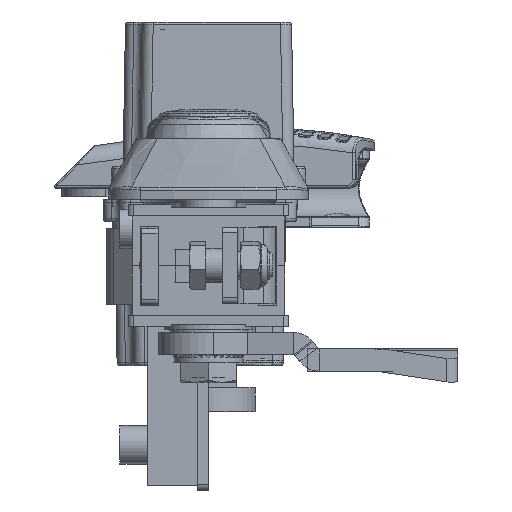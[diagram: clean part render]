
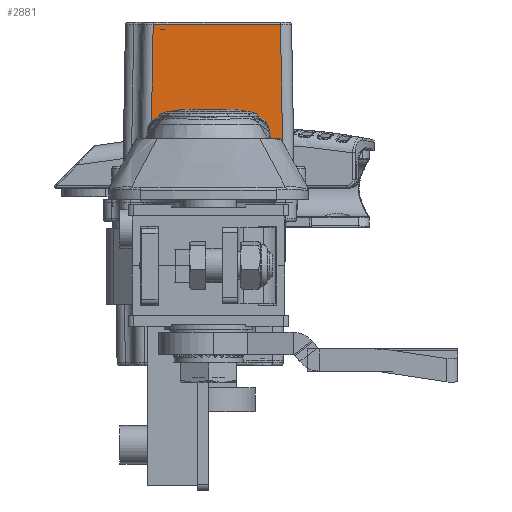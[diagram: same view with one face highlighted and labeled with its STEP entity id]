
A CAD part, left-side view. The second image highlights one B-rep face of the part: STEP entity #2881.
In plain terms, the highlighted planar face has unit normal (-1, 0, 0.018).
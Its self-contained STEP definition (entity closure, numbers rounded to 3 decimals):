
#2881 = ADVANCED_FACE( '', ( #6679 ), #6680, .T. );
#6679 = FACE_OUTER_BOUND( '', #18853, .T. );
#6680 = PLANE( '', #18854 );
#18853 = EDGE_LOOP( '', ( #35507, #35508, #35509, #35510 ) );
#18854 = AXIS2_PLACEMENT_3D( '', #35511, #35512, #35513 );
#35507 = ORIENTED_EDGE( '', *, *, #41739, .T. );
#35508 = ORIENTED_EDGE( '', *, *, #41732, .T. );
#35509 = ORIENTED_EDGE( '', *, *, #41735, .T. );
#35510 = ORIENTED_EDGE( '', *, *, #41851, .T. );
#35511 = CARTESIAN_POINT( '', ( -26.25, 15.5, 0. ) );
#35512 = DIRECTION( '', ( -1., 0., 0.017 ) );
#35513 = DIRECTION( '', ( 0.017, 0., 1. ) );
#41732 = EDGE_CURVE( '', #49026, #49023, #49028, .T. );
#41735 = EDGE_CURVE( '', #49023, #49032, #49033, .T. );
#41739 = EDGE_CURVE( '', #49039, #49026, #49040, .F. );
#41851 = EDGE_CURVE( '', #49032, #49039, #49200, .F. );
#49023 = VERTEX_POINT( '', #67431 );
#49026 = VERTEX_POINT( '', #67434 );
#49028 = LINE( '', #67436, #67437 );
#49032 = VERTEX_POINT( '', #67441 );
#49033 = LINE( '', #67442, #67443 );
#49039 = VERTEX_POINT( '', #67451 );
#49040 = LINE( '', #67452, #67453 );
#49200 = LINE( '', #67712, #67713 );
#67431 = CARTESIAN_POINT( '', ( -26.172, -13.422, 4.491 ) );
#67434 = CARTESIAN_POINT( '', ( -26.172, 10.422, 4.491 ) );
#67436 = CARTESIAN_POINT( '', ( -26.172, 15.5, 4.491 ) );
#67437 = VECTOR( '', #79906, 1000. );
#67441 = CARTESIAN_POINT( '', ( -25.735, -12.985, 29.509 ) );
#67442 = CARTESIAN_POINT( '', ( -26.241, -13.491, 0.506 ) );
#67443 = VECTOR( '', #79913, 1000. );
#67451 = CARTESIAN_POINT( '', ( -25.735, 9.985, 29.509 ) );
#67452 = CARTESIAN_POINT( '', ( -26.252, 10.502, -0.087 ) );
#67453 = VECTOR( '', #79919, 1000. );
#67712 = CARTESIAN_POINT( '', ( -25.735, 9.977, 29.509 ) );
#67713 = VECTOR( '', #80131, 1000. );
#79906 = DIRECTION( '', ( 0., -1., 0. ) );
#79913 = DIRECTION( '', ( 0.017, 0.017, 1. ) );
#79919 = DIRECTION( '', ( 0.017, -0.017, 1. ) );
#80131 = DIRECTION( '', ( 0., -1., 0. ) );
